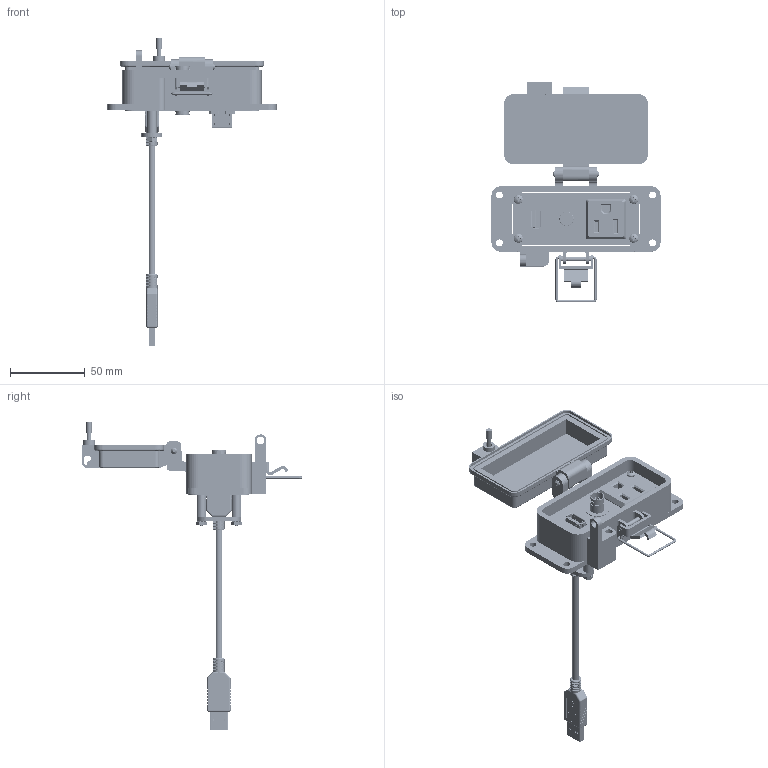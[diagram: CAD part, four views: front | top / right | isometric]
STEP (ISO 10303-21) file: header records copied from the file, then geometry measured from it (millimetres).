
FILE_DESCRIPTION (( 'STEP AP203' ), '1' );
FILE_NAME ('P-P28Q42-F2R0_3D.STEP', '2022-08-05T20:08:14', ( '' ), ( '' ), 'SwSTEP 2.0', 'SolidWorks 2021', '' );
FILE_SCHEMA (( 'CONFIG_CONTROL_DESIGN' ));
Length unit declared in the file: millimetre
Products named in the file (17): P-P28Q42-F2R0_FP060_1; 3AA03-005; Z-000-440112FH_90273A119; Z-020-3047; R; P-P28Q42-F2R0_TP120_1; P-P28Q42-F2R0_BP180_1; Z-H-F2_B; P-P28Q42-F2R0_3D; 3AA02-008; Z-200-OTLT-R0SQ; P28; -F2; Z-002-4401_4HN_90675A005; BA1087; 92005A124_METRIC PAN HEAD PHILLIPS MACHINE SCREW_92005A124; Z-001-SPR_1-1_4
Assembly tree (22 placements, depth 3):
  P-P28Q42-F2R0_3D
    -F2
      Z-H-F2_B
    P-P28Q42-F2R0_BP180_1
    P-P28Q42-F2R0_FP060_1
    P-P28Q42-F2R0_TP120_1
    P28
      Z-020-3047
    Z-000-440112FH_90273A119  x2
    Z-001-SPR_1-1_4  x2
    Z-002-4401_4HN_90675A005  x2
    3AA02-008
    3AA03-005
    BA1087
    R
      Z-200-OTLT-R0SQ
    92005A124_METRIC PAN HEAD PHILLIPS MACHINE SCREW_92005A124  x4
Bounding box: 113 x 147.61 x 205.72 mm (x, y, z)
Volume: 102047.9 mm3; surface area: 82171.2 mm2
Topology: 37 solids, 37 shells, 3313 faces, 9327 edges, 6110 vertices
Faces by surface type: cylinder 1699, plane 1234, cone 206, bspline 150, torus 16, sphere 8
Entity records: 90343 total; most frequent: CARTESIAN_POINT 28460, ORIENTED_EDGE 13378, DIRECTION 11696, EDGE_CURVE 6689, VERTEX_POINT 4383, AXIS2_PLACEMENT_3D 3917, VECTOR 3862, LINE 3862
